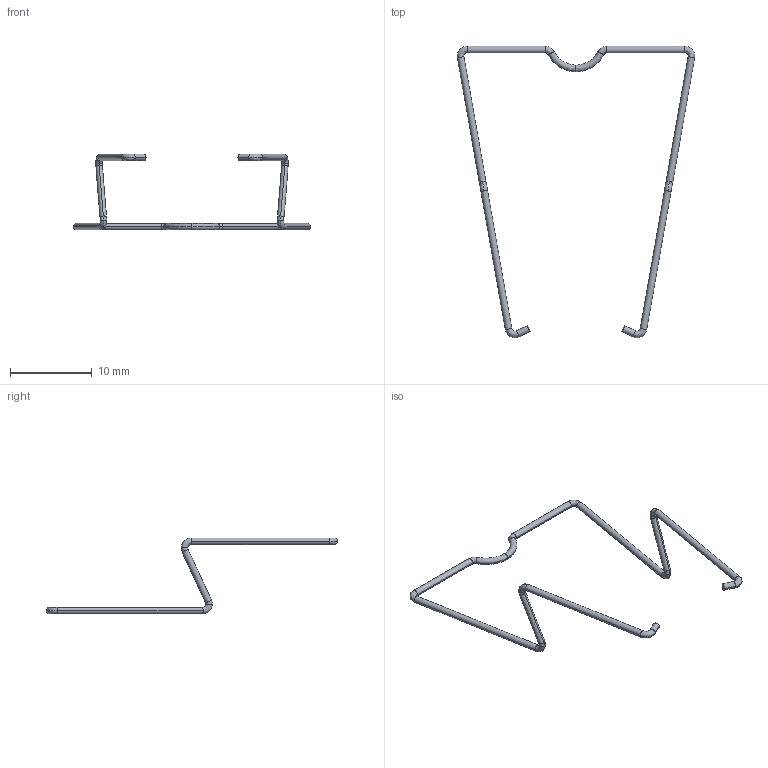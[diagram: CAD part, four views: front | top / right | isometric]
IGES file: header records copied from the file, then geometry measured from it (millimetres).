
Start section: SolidWorks IGES file using analytic representation for surfaces
Global section: file name: obejma G4 1050_1051.IGS; native system: SolidWorks 2016; preprocessor: SolidWorks 2016; author: pikusl; date: 160620.084025; units: millimetre
Bounding box: 29 x 35.6 x 9.27 mm (x, y, z)
Surface area: 321.2 mm2 (no closed solid volume)
Topology: 0 solids, 0 shells, 54 faces, 272 edges, 272 vertices
Faces by surface type: bspline 34, revolution 20
